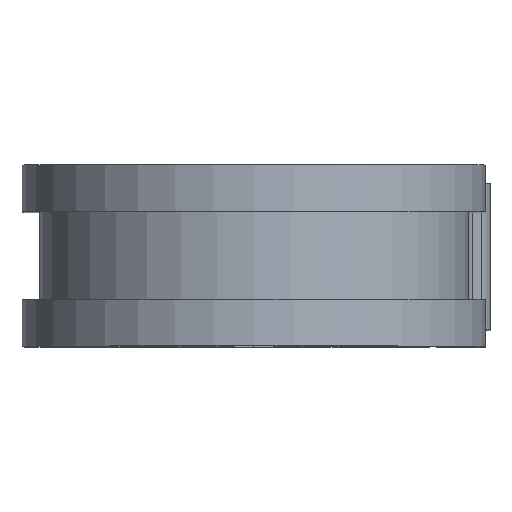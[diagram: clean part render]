
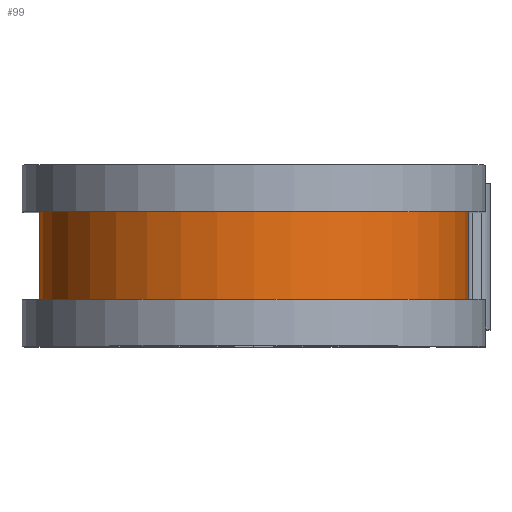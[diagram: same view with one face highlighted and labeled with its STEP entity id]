
A CAD part, top view. The second image highlights one B-rep face of the part: STEP entity #99.
In plain terms, the highlighted cylindrical face has radius 18.618 mm (diameter 37.236 mm), a partial arc.
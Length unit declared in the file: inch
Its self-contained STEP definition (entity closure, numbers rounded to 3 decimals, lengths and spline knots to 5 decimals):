
#54 = DIRECTION ( 'NONE',  ( 0., -1., 0. ) ) ;
#99 = ADVANCED_FACE ( 'NONE', ( #312 ), #406, .T. ) ;
#202 = DIRECTION ( 'NONE',  ( 0., -1., 0. ) ) ;
#312 = FACE_OUTER_BOUND ( 'NONE', #665, .T. ) ;
#405 = CARTESIAN_POINT ( 'NONE',  ( -0.733, 0.15, 1.25 ) ) ;
#406 = CYLINDRICAL_SURFACE ( 'NONE', #2014, 0.733 ) ;
#478 = VERTEX_POINT ( 'NONE', #933 ) ;
#489 = EDGE_CURVE ( 'NONE', #478, #536, #1633, .T. ) ;
#494 = CARTESIAN_POINT ( 'NONE',  ( 0., -0.15, 1.25 ) ) ;
#536 = VERTEX_POINT ( 'NONE', #405 ) ;
#586 = LINE ( 'NONE', #1278, #785 ) ;
#627 = DIRECTION ( 'NONE',  ( 0., 0., -1. ) ) ;
#665 = EDGE_LOOP ( 'NONE', ( #1819, #1259, #1691, #1487 ) ) ;
#705 = DIRECTION ( 'NONE',  ( 0., 0., -1. ) ) ;
#709 = CARTESIAN_POINT ( 'NONE',  ( 0.733, -0.15, 1.25 ) ) ;
#785 = VECTOR ( 'NONE', #202, 39.37008 ) ;
#871 = EDGE_CURVE ( 'NONE', #913, #1676, #2054, .T. ) ;
#913 = VERTEX_POINT ( 'NONE', #709 ) ;
#933 = CARTESIAN_POINT ( 'NONE',  ( 0.733, 0.15, 1.25 ) ) ;
#956 = AXIS2_PLACEMENT_3D ( 'NONE', #494, #1704, #705 ) ;
#984 = CARTESIAN_POINT ( 'NONE',  ( 0., 0.15, 1.25 ) ) ;
#992 = DIRECTION ( 'NONE',  ( 0., -1., 0. ) ) ;
#1154 = DIRECTION ( 'NONE',  ( 0., 0., -1. ) ) ;
#1259 = ORIENTED_EDGE ( 'NONE', *, *, #489, .T. ) ;
#1278 = CARTESIAN_POINT ( 'NONE',  ( 0.733, 0.25, 1.25 ) ) ;
#1296 = EDGE_CURVE ( 'NONE', #536, #1676, #1818, .T. ) ;
#1371 = CARTESIAN_POINT ( 'NONE',  ( -0.733, -0.15, 1.25 ) ) ;
#1487 = ORIENTED_EDGE ( 'NONE', *, *, #871, .F. ) ;
#1633 = CIRCLE ( 'NONE', #1773, 0.733 ) ;
#1676 = VERTEX_POINT ( 'NONE', #1371 ) ;
#1691 = ORIENTED_EDGE ( 'NONE', *, *, #1296, .T. ) ;
#1704 = DIRECTION ( 'NONE',  ( 0., -1., 0. ) ) ;
#1770 = CARTESIAN_POINT ( 'NONE',  ( -0.733, 0.25, 1.25 ) ) ;
#1773 = AXIS2_PLACEMENT_3D ( 'NONE', #984, #2073, #1154 ) ;
#1796 = VECTOR ( 'NONE', #54, 39.37008 ) ;
#1818 = LINE ( 'NONE', #1770, #1796 ) ;
#1819 = ORIENTED_EDGE ( 'NONE', *, *, #1897, .F. ) ;
#1822 = CARTESIAN_POINT ( 'NONE',  ( 0., 0.25, 1.25 ) ) ;
#1897 = EDGE_CURVE ( 'NONE', #478, #913, #586, .T. ) ;
#2014 = AXIS2_PLACEMENT_3D ( 'NONE', #1822, #992, #627 ) ;
#2054 = CIRCLE ( 'NONE', #956, 0.733 ) ;
#2073 = DIRECTION ( 'NONE',  ( 0., -1., 0. ) ) ;
